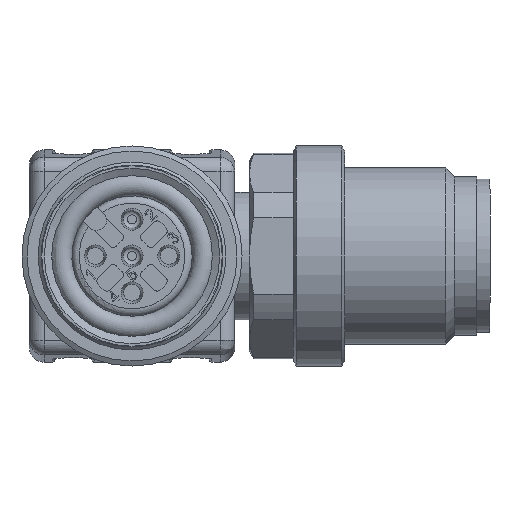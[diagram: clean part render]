
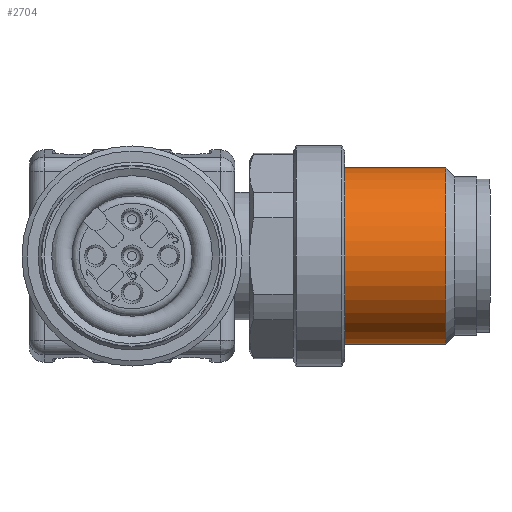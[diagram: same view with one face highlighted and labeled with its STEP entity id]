
A CAD part, left-side view. The second image highlights one B-rep face of the part: STEP entity #2704.
In plain terms, the highlighted cylindrical face has radius 6 mm (diameter 12 mm), a full revolution.
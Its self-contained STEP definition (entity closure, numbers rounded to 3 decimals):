
#2007=CYLINDRICAL_SURFACE('',#10717,6.);
#2307=FACE_BOUND('',#4130,.T.);
#2308=FACE_BOUND('',#4131,.T.);
#2704=ADVANCED_FACE('',(#2307,#2308),#2007,.T.);
#4130=EDGE_LOOP('',(#6144));
#4131=EDGE_LOOP('',(#6145));
#6144=ORIENTED_EDGE('',*,*,#9063,.F.);
#6145=ORIENTED_EDGE('',*,*,#9062,.T.);
#7862=VERTEX_POINT('',#17696);
#7863=VERTEX_POINT('',#17699);
#9062=EDGE_CURVE('',#7862,#7862,#9905,.T.);
#9063=EDGE_CURVE('',#7863,#7863,#9906,.T.);
#9905=CIRCLE('',#10714,6.);
#9906=CIRCLE('',#10716,6.);
#10714=AXIS2_PLACEMENT_3D('',#17695,#12806,#12807);
#10716=AXIS2_PLACEMENT_3D('',#17698,#12810,#12811);
#10717=AXIS2_PLACEMENT_3D('',#17700,#12812,#12813);
#12806=DIRECTION('',(0.,-1.,0.));
#12807=DIRECTION('',(0.5,0.,-0.866));
#12810=DIRECTION('',(0.,-1.,0.));
#12811=DIRECTION('',(0.5,0.,-0.866));
#12812=DIRECTION('',(0.,-1.,0.));
#12813=DIRECTION('',(0.5,0.,-0.866));
#17695=CARTESIAN_POINT('',(174.601,-14.5,0.));
#17696=CARTESIAN_POINT('',(177.601,-14.5,-5.196));
#17698=CARTESIAN_POINT('',(174.601,-21.4,0.));
#17699=CARTESIAN_POINT('',(177.601,-21.4,-5.196));
#17700=CARTESIAN_POINT('',(174.601,-23.5,0.));
